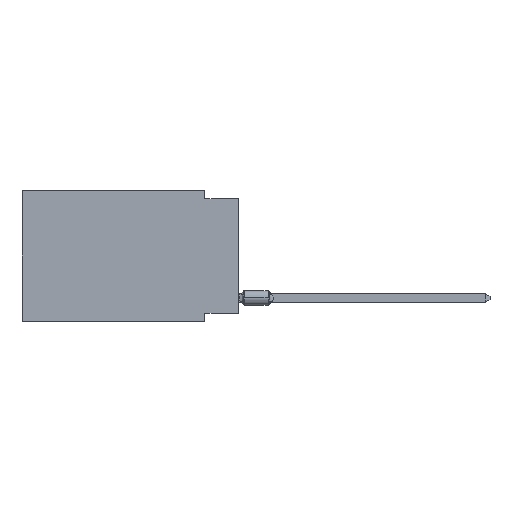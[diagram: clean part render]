
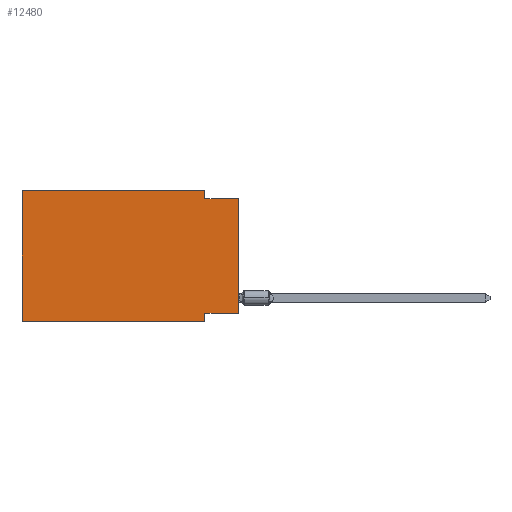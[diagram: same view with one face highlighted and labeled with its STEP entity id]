
A CAD part, left-side view. The second image highlights one B-rep face of the part: STEP entity #12480.
In plain terms, the highlighted planar face has unit normal (-1, 0, 0).
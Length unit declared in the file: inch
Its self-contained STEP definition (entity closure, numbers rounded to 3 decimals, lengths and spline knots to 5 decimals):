
#128 = VECTOR ( 'NONE', #14057, 39.37008 ) ;
#194 = DIRECTION ( 'NONE',  ( 0., -1., 0. ) ) ;
#241 = DIRECTION ( 'NONE',  ( 0., 0., -1. ) ) ;
#529 = ORIENTED_EDGE ( 'NONE', *, *, #4057, .F. ) ;
#716 = CARTESIAN_POINT ( 'NONE',  ( 0., 0., -0.025 ) ) ;
#732 = EDGE_CURVE ( 'NONE', #1458, #7299, #1557, .T. ) ;
#796 = CARTESIAN_POINT ( 'NONE',  ( 0., 0.645, 0. ) ) ;
#1458 = VERTEX_POINT ( 'NONE', #2822 ) ;
#1557 = LINE ( 'NONE', #11593, #11061 ) ;
#1651 = VERTEX_POINT ( 'NONE', #10806 ) ;
#1746 = EDGE_CURVE ( 'NONE', #7299, #3609, #11621, .T. ) ;
#1801 = DIRECTION ( 'NONE',  ( 0., -1., 0. ) ) ;
#1807 = CARTESIAN_POINT ( 'NONE',  ( 0., 0.645, 0. ) ) ;
#2006 = FACE_OUTER_BOUND ( 'NONE', #3319, .T. ) ;
#2023 = DIRECTION ( 'NONE',  ( 0., 0., -1. ) ) ;
#2242 = CARTESIAN_POINT ( 'NONE',  ( 0., 0.1, 0. ) ) ;
#2822 = CARTESIAN_POINT ( 'NONE',  ( 0., 0.645, -0.39 ) ) ;
#2955 = CARTESIAN_POINT ( 'NONE',  ( 0., 0., -0.365 ) ) ;
#3140 = CARTESIAN_POINT ( 'NONE',  ( 0., 0.1, 0. ) ) ;
#3319 = EDGE_LOOP ( 'NONE', ( #6862, #12043, #12508, #5804, #3338, #6501, #529, #7951 ) ) ;
#3338 = ORIENTED_EDGE ( 'NONE', *, *, #732, .F. ) ;
#3609 = VERTEX_POINT ( 'NONE', #3140 ) ;
#3628 = CARTESIAN_POINT ( 'NONE',  ( 0., 0.1, -0.025 ) ) ;
#3849 = VERTEX_POINT ( 'NONE', #13728 ) ;
#4057 = EDGE_CURVE ( 'NONE', #1651, #4082, #4299, .T. ) ;
#4082 = VERTEX_POINT ( 'NONE', #5296 ) ;
#4299 = LINE ( 'NONE', #13132, #4559 ) ;
#4559 = VECTOR ( 'NONE', #2023, 39.37008 ) ;
#5296 = CARTESIAN_POINT ( 'NONE',  ( 0., 0.1, -0.39 ) ) ;
#5331 = VERTEX_POINT ( 'NONE', #3628 ) ;
#5803 = LINE ( 'NONE', #2242, #12731 ) ;
#5804 = ORIENTED_EDGE ( 'NONE', *, *, #1746, .F. ) ;
#6149 = VERTEX_POINT ( 'NONE', #716 ) ;
#6501 = ORIENTED_EDGE ( 'NONE', *, *, #11350, .T. ) ;
#6862 = ORIENTED_EDGE ( 'NONE', *, *, #9419, .T. ) ;
#7138 = LINE ( 'NONE', #12774, #10381 ) ;
#7233 = CARTESIAN_POINT ( 'NONE',  ( 0., 0., -0.025 ) ) ;
#7299 = VERTEX_POINT ( 'NONE', #10789 ) ;
#7557 = DIRECTION ( 'NONE',  ( 1., 0., 0. ) ) ;
#7903 = CARTESIAN_POINT ( 'NONE',  ( 0., 0.645, -0.39 ) ) ;
#7951 = ORIENTED_EDGE ( 'NONE', *, *, #12395, .F. ) ;
#8571 = LINE ( 'NONE', #2955, #128 ) ;
#9419 = EDGE_CURVE ( 'NONE', #3849, #6149, #7138, .T. ) ;
#9483 = AXIS2_PLACEMENT_3D ( 'NONE', #796, #7557, #9515 ) ;
#9515 = DIRECTION ( 'NONE',  ( 0., 0., -1. ) ) ;
#10381 = VECTOR ( 'NONE', #10507, 39.37008 ) ;
#10484 = EDGE_CURVE ( 'NONE', #3609, #5331, #5803, .T. ) ;
#10507 = DIRECTION ( 'NONE',  ( 0., 0., 1. ) ) ;
#10676 = DIRECTION ( 'NONE',  ( 0., -1., 0. ) ) ;
#10725 = PLANE ( 'NONE',  #9483 ) ;
#10761 = VECTOR ( 'NONE', #10676, 39.37008 ) ;
#10789 = CARTESIAN_POINT ( 'NONE',  ( 0., 0.645, 0. ) ) ;
#10806 = CARTESIAN_POINT ( 'NONE',  ( 0., 0.1, -0.365 ) ) ;
#11061 = VECTOR ( 'NONE', #12613, 39.37008 ) ;
#11110 = VECTOR ( 'NONE', #1801, 39.37008 ) ;
#11350 = EDGE_CURVE ( 'NONE', #1458, #4082, #13449, .T. ) ;
#11545 = LINE ( 'NONE', #7233, #11110 ) ;
#11593 = CARTESIAN_POINT ( 'NONE',  ( 0., 0.645, 0. ) ) ;
#11621 = LINE ( 'NONE', #1807, #10761 ) ;
#11990 = VECTOR ( 'NONE', #194, 39.37008 ) ;
#12043 = ORIENTED_EDGE ( 'NONE', *, *, #13679, .F. ) ;
#12395 = EDGE_CURVE ( 'NONE', #3849, #1651, #8571, .T. ) ;
#12480 = ADVANCED_FACE ( 'NONE', ( #2006 ), #10725, .F. ) ;
#12508 = ORIENTED_EDGE ( 'NONE', *, *, #10484, .F. ) ;
#12613 = DIRECTION ( 'NONE',  ( 0., 0., 1. ) ) ;
#12731 = VECTOR ( 'NONE', #241, 39.37008 ) ;
#12774 = CARTESIAN_POINT ( 'NONE',  ( 0., 0., 0. ) ) ;
#13132 = CARTESIAN_POINT ( 'NONE',  ( 0., 0.1, -0.39 ) ) ;
#13449 = LINE ( 'NONE', #7903, #11990 ) ;
#13679 = EDGE_CURVE ( 'NONE', #5331, #6149, #11545, .T. ) ;
#13728 = CARTESIAN_POINT ( 'NONE',  ( 0., 0., -0.365 ) ) ;
#14057 = DIRECTION ( 'NONE',  ( 0., 1., 0. ) ) ;
